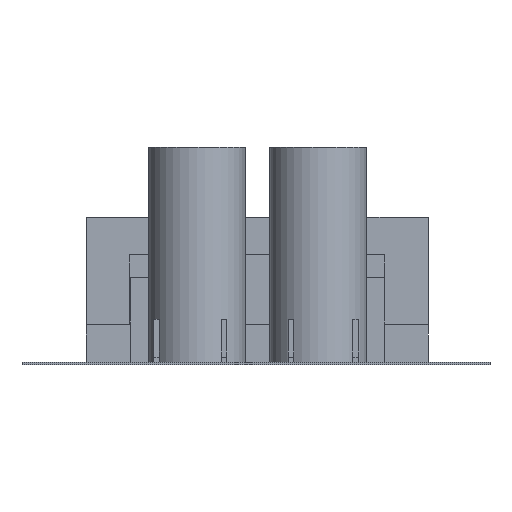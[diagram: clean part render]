
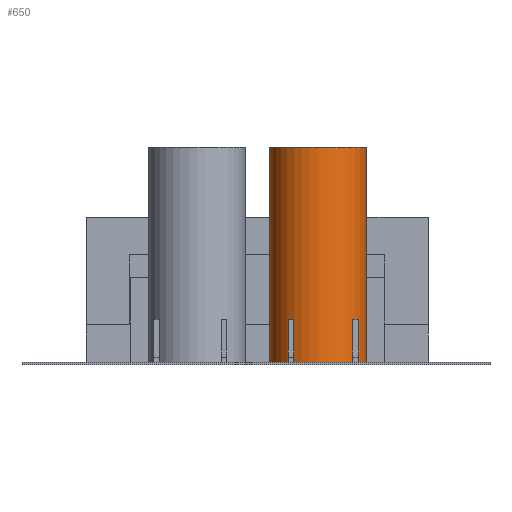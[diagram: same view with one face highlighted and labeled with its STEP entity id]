
A CAD part, front view. The second image highlights one B-rep face of the part: STEP entity #650.
In plain terms, the highlighted cylindrical face has radius 9 mm (diameter 18 mm), a full revolution.
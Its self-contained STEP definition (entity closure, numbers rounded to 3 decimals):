
#650 = ADVANCED_FACE('',(#651),#678,.T.);
#651 = FACE_BOUND('',#652,.T.);
#652 = EDGE_LOOP('',(#653,#662,#670,#677));
#653 = ORIENTED_EDGE('',*,*,#654,.T.);
#654 = EDGE_CURVE('',#655,#655,#657,.T.);
#655 = VERTEX_POINT('',#656);
#656 = CARTESIAN_POINT('',(46.08,33.274,0.));
#657 = CIRCLE('',#658,9.);
#658 = AXIS2_PLACEMENT_3D('',#659,#660,#661);
#659 = CARTESIAN_POINT('',(55.08,33.274,0.));
#660 = DIRECTION('',(0.,0.,1.));
#661 = DIRECTION('',(-1.,0.,0.));
#662 = ORIENTED_EDGE('',*,*,#663,.T.);
#663 = EDGE_CURVE('',#655,#664,#666,.T.);
#664 = VERTEX_POINT('',#665);
#665 = CARTESIAN_POINT('',(46.08,33.274,40.)
  );
#666 = LINE('',#667,#668);
#667 = CARTESIAN_POINT('',(46.08,33.274,0.));
#668 = VECTOR('',#669,1.);
#669 = DIRECTION('',(0.,0.,1.));
#670 = ORIENTED_EDGE('',*,*,#671,.F.);
#671 = EDGE_CURVE('',#664,#664,#672,.T.);
#672 = CIRCLE('',#673,9.);
#673 = AXIS2_PLACEMENT_3D('',#674,#675,#676);
#674 = CARTESIAN_POINT('',(55.08,33.274,40.)
  );
#675 = DIRECTION('',(0.,0.,1.));
#676 = DIRECTION('',(-1.,0.,0.));
#677 = ORIENTED_EDGE('',*,*,#663,.F.);
#678 = CYLINDRICAL_SURFACE('',#679,9.);
#679 = AXIS2_PLACEMENT_3D('',#680,#681,#682);
#680 = CARTESIAN_POINT('',(55.08,33.274,0.));
#681 = DIRECTION('',(0.,0.,-1.));
#682 = DIRECTION('',(-1.,0.,0.));
